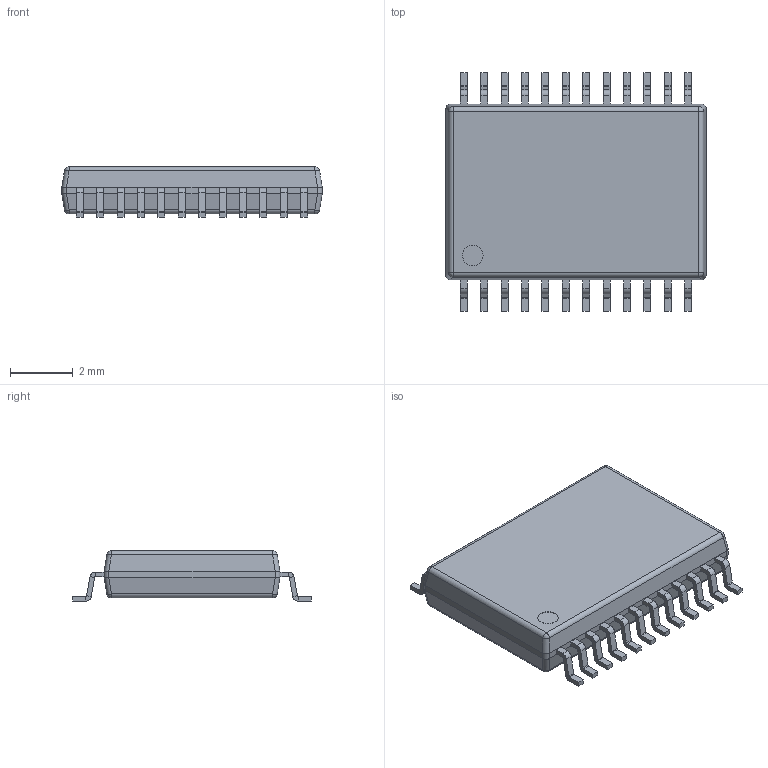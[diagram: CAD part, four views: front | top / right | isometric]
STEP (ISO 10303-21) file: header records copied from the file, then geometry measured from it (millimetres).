
FILE_DESCRIPTION (( 'STEP AP214' ), '1' );
FILE_NAME ('SSOP-24_L8.3-W5.6-P0.65-LS7.6-BL_3D2.step', '2023-05-09T06:20:59', ( 'Windows User' ), ( 'P R C' ), 'SwSTEP 2.0', 'SolidWorks 2020', '' );
FILE_SCHEMA (( 'AUTOMOTIVE_DESIGN' ));
Length unit declared in the file: millimetre
Products named in the file (1): SSOP-24_L8.3-W5.6-P0.65-LS7.6-BL_3D2
Bounding box: 8.3 x 7.6 x 1.6 mm (x, y, z)
Volume: 69 mm3; surface area: 154.6 mm2
Topology: 1 solids, 1 shells, 549 faces, 1166 edges, 636 vertices
Faces by surface type: plane 423, cylinder 118, sphere 8
Entity records: 14577 total; most frequent: DIRECTION 2454, CARTESIAN_POINT 2416, ORIENTED_EDGE 2316, EDGE_CURVE 1158, LINE 914, VECTOR 914, AXIS2_PLACEMENT_3D 770, VERTEX_POINT 636
